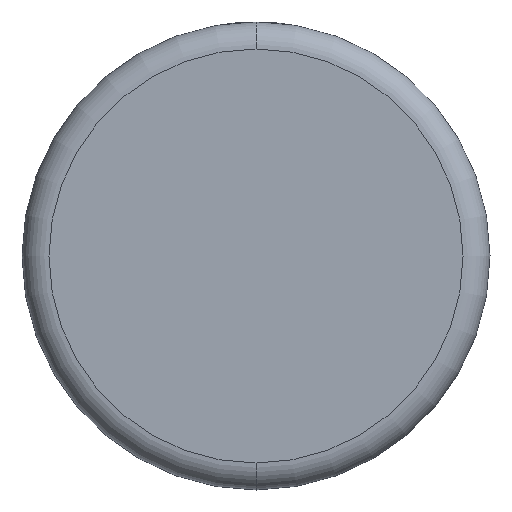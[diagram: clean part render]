
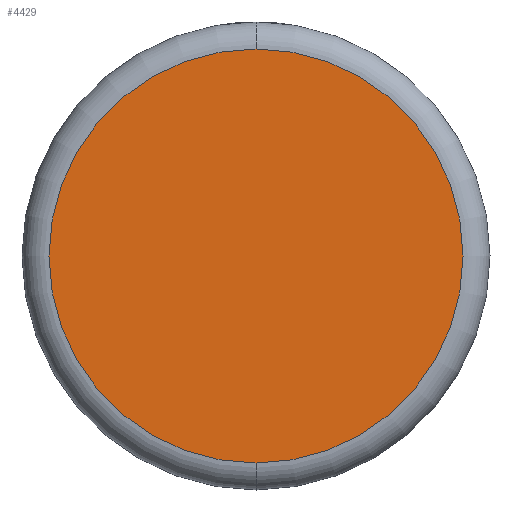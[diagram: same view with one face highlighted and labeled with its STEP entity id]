
A CAD part, front view. The second image highlights one B-rep face of the part: STEP entity #4429.
In plain terms, the highlighted planar face has unit normal (0, -1, 0).
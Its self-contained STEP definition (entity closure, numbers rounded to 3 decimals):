
#131 = DIRECTION ( 'NONE',  ( 0., -1., 0. ) ) ;
#147 = EDGE_CURVE ( 'NONE', #574, #3857, #3602, .T. ) ;
#233 = DIRECTION ( 'NONE',  ( 0., 0., 1. ) ) ;
#418 = CARTESIAN_POINT ( 'NONE',  ( 0., 0., 15.926 ) ) ;
#574 = VERTEX_POINT ( 'NONE', #418 ) ;
#730 = AXIS2_PLACEMENT_3D ( 'NONE', #4473, #131, #3022 ) ;
#1379 = CARTESIAN_POINT ( 'NONE',  ( 0., 0., 0. ) ) ;
#1477 = FACE_OUTER_BOUND ( 'NONE', #1792, .T. ) ;
#1764 = AXIS2_PLACEMENT_3D ( 'NONE', #1379, #4628, #233 ) ;
#1792 = EDGE_LOOP ( 'NONE', ( #3448, #2238 ) ) ;
#2098 = CARTESIAN_POINT ( 'NONE',  ( 0., 0., 0. ) ) ;
#2238 = ORIENTED_EDGE ( 'NONE', *, *, #4490, .T. ) ;
#2737 = CARTESIAN_POINT ( 'NONE',  ( 0., 0., -15.926 ) ) ;
#2771 = DIRECTION ( 'NONE',  ( 0., 0., 1. ) ) ;
#3022 = DIRECTION ( 'NONE',  ( 0., 0., 1. ) ) ;
#3079 = AXIS2_PLACEMENT_3D ( 'NONE', #2098, #4614, #2771 ) ;
#3448 = ORIENTED_EDGE ( 'NONE', *, *, #147, .T. ) ;
#3602 = CIRCLE ( 'NONE', #730, 15.926 ) ;
#3857 = VERTEX_POINT ( 'NONE', #2737 ) ;
#4159 = PLANE ( 'NONE',  #1764 ) ;
#4429 = ADVANCED_FACE ( 'NONE', ( #1477 ), #4159, .F. ) ;
#4453 = CIRCLE ( 'NONE', #3079, 15.926 ) ;
#4473 = CARTESIAN_POINT ( 'NONE',  ( 0., 0., 0. ) ) ;
#4490 = EDGE_CURVE ( 'NONE', #3857, #574, #4453, .T. ) ;
#4614 = DIRECTION ( 'NONE',  ( 0., -1., 0. ) ) ;
#4628 = DIRECTION ( 'NONE',  ( 0., 1., 0. ) ) ;
